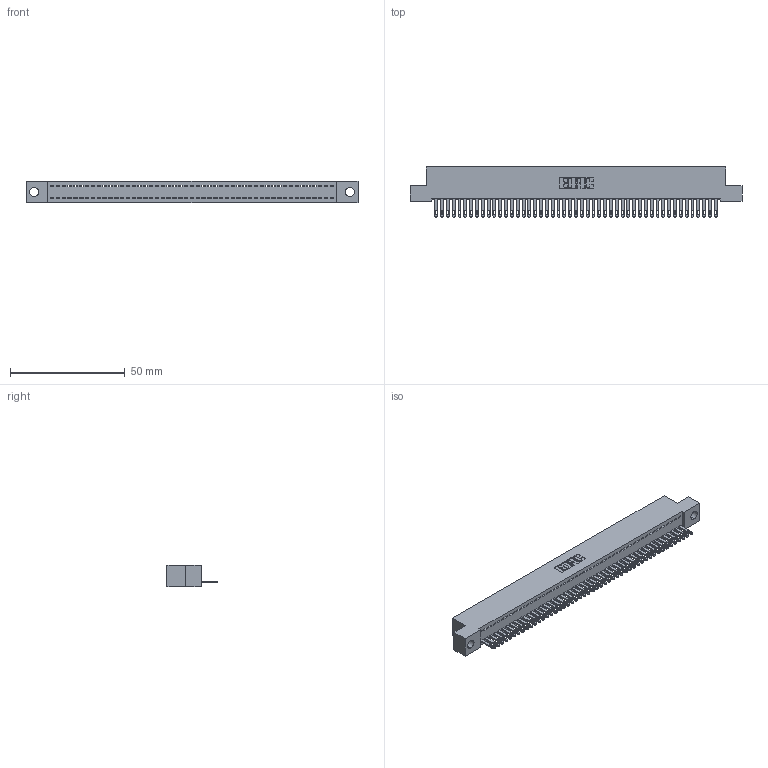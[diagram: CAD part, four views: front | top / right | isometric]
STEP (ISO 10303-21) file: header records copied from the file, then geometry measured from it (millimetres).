
FILE_DESCRIPTION (( 'STEP AP203' ), '1' );
FILE_NAME ('342-049-500-104.STEP', '2019-10-02T22:38:06', ( '' ), ( '' ), 'SwSTEP 2.0', 'SolidWorks 2016', '' );
FILE_SCHEMA (( 'CONFIG_CONTROL_DESIGN' ));
Length unit declared in the file: inch
Products named in the file (3): 342 Part_.156 TH; 345-292-001_345-293-100; 342-049-500-104
Assembly tree (50 placements, depth 2):
  342-049-500-104
    342 Part_.156 TH
    345-292-001_345-293-100  x49
Bounding box: 144.78 x 21.85 x 9.4 mm (x, y, z)
Volume: 12663.4 mm3; surface area: 18641.6 mm2
Topology: 50 solids, 50 shells, 2756 faces, 8531 edges, 5686 vertices
Faces by surface type: plane 1830, cylinder 926
Entity records: 28851 total; most frequent: CARTESIAN_POINT 4981, ORIENTED_EDGE 4966, DIRECTION 4189, EDGE_CURVE 2483, VECTOR 2351, LINE 2351, VERTEX_POINT 1654, AXIS2_PLACEMENT_3D 919
